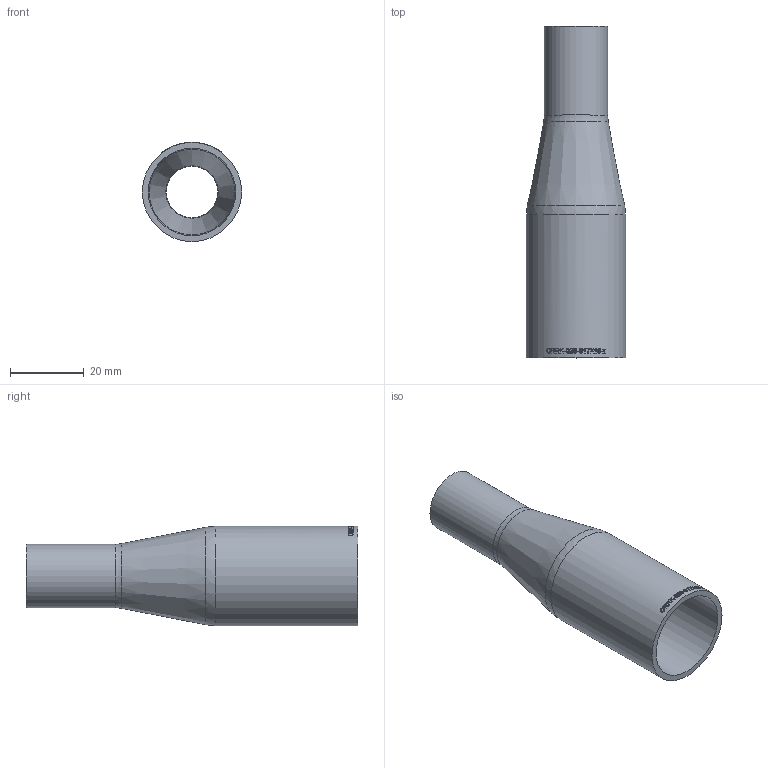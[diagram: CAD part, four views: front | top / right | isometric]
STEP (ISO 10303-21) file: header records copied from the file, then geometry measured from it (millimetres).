
FILE_DESCRIPTION (( 'STEP AP214' ), '1' );
FILE_NAME ('ORRK-026-017X16-x Reduzierung orbital ISO Koncenter 2008.STEP', '2020-08-17T09:58:31', ( '' ), ( '' ), 'SwSTEP 2.0', 'SolidWorks 2019', '' );
FILE_SCHEMA (( 'AUTOMOTIVE_DESIGN' ));
Length unit declared in the file: millimetre
Products named in the file (1): ORRK-026-017X16-x Reduzierung orbital ISO Koncenter 2008
Bounding box: 26.9 x 90 x 26.9 mm (x, y, z)
Volume: 9616.2 mm3; surface area: 12287.8 mm2
Topology: 1 solids, 1 shells, 224 faces, 586 edges, 388 vertices
Faces by surface type: bspline 125, plane 65, cylinder 28, torus 4, cone 2
Full cylindrical faces by diameter (mm): 14 x1, 17.2 x1, 23.7 x1, 26.9 x1
Entity records: 17749 total; most frequent: CARTESIAN_POINT 11052, ORIENTED_EDGE 1152, EDGE_CURVE 576, DIRECTION 467, B_SPLINE_CURVE_WITH_KNOTS 399, VERTEX_POINT 388, EDGE_LOOP 260, FACE_OUTER_BOUND 232
